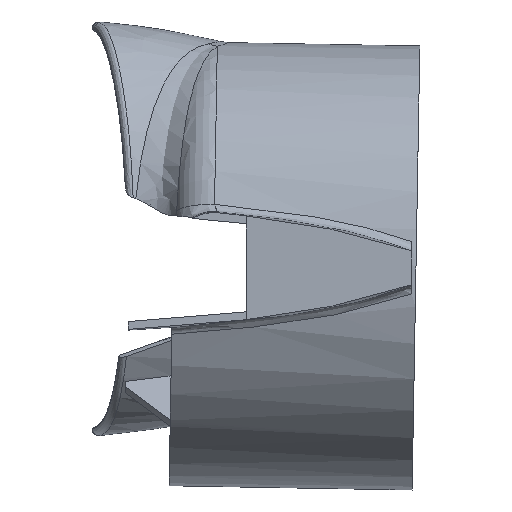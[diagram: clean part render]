
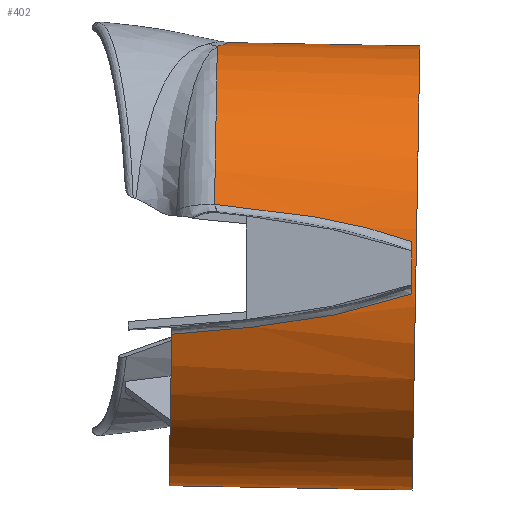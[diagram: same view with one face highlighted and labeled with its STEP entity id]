
A CAD part, front view. The second image highlights one B-rep face of the part: STEP entity #402.
In plain terms, the highlighted cylindrical face has radius 34 mm (diameter 68 mm), a full revolution.
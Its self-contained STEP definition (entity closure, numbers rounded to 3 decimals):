
#120=CYLINDRICAL_SURFACE('',#3026,34.);
#171=ELLIPSE('',#3021,34.005,34.);
#172=ELLIPSE('',#3024,34.005,34.);
#402=ADVANCED_FACE('',(#826,#827),#120,.T.);
#669=B_SPLINE_CURVE_WITH_KNOTS('',3,(#5426,#5427,#5428,#5429,#5430,#5431),
 .UNSPECIFIED.,.F.,.F.,(4,2,4),(0.,0.5,1.),.UNSPECIFIED.);
#670=B_SPLINE_CURVE_WITH_KNOTS('',3,(#5435,#5436,#5437,#5438,#5439,#5440),
 .UNSPECIFIED.,.F.,.F.,(4,2,4),(0.,0.5,1.),.UNSPECIFIED.);
#671=B_SPLINE_CURVE_WITH_KNOTS('',3,(#5443,#5444,#5445,#5446),
 .UNSPECIFIED.,.F.,.F.,(4,4),(0.,1.),.UNSPECIFIED.);
#672=B_SPLINE_CURVE_WITH_KNOTS('',3,(#5448,#5449,#5450,#5451),
 .UNSPECIFIED.,.F.,.F.,(4,4),(0.,1.),.UNSPECIFIED.);
#673=B_SPLINE_CURVE_WITH_KNOTS('',3,(#5455,#5456,#5457,#5458,#5459,#5460),
 .UNSPECIFIED.,.F.,.F.,(4,2,4),(0.,0.5,1.),.UNSPECIFIED.);
#674=B_SPLINE_CURVE_WITH_KNOTS('',3,(#5464,#5465,#5466,#5467,#5468,#5469),
 .UNSPECIFIED.,.F.,.F.,(4,2,4),(0.,0.5,1.),.UNSPECIFIED.);
#826=FACE_BOUND('',#865,.T.);
#827=FACE_BOUND('',#866,.T.);
#865=EDGE_LOOP('',(#1405,#1406,#1407,#1408,#1409,#1410,#1411,#1412,#1413,
#1414,#1415,#1416,#1417,#1418,#1419));
#866=EDGE_LOOP('',(#1420));
#1405=ORIENTED_EDGE('',*,*,#2394,.T.);
#1406=ORIENTED_EDGE('',*,*,#2559,.T.);
#1407=ORIENTED_EDGE('',*,*,#2447,.T.);
#1408=ORIENTED_EDGE('',*,*,#2560,.T.);
#1409=ORIENTED_EDGE('',*,*,#2411,.T.);
#1410=ORIENTED_EDGE('',*,*,#2561,.T.);
#1411=ORIENTED_EDGE('',*,*,#2562,.T.);
#1412=ORIENTED_EDGE('',*,*,#2563,.T.);
#1413=ORIENTED_EDGE('',*,*,#2564,.T.);
#1414=ORIENTED_EDGE('',*,*,#2565,.T.);
#1415=ORIENTED_EDGE('',*,*,#2566,.T.);
#1416=ORIENTED_EDGE('',*,*,#2567,.T.);
#1417=ORIENTED_EDGE('',*,*,#2568,.T.);
#1418=ORIENTED_EDGE('',*,*,#2569,.T.);
#1419=ORIENTED_EDGE('',*,*,#2570,.T.);
#1420=ORIENTED_EDGE('',*,*,#2571,.F.);
#2107=VERTEX_POINT('',#3724);
#2108=VERTEX_POINT('',#3726);
#2124=VERTEX_POINT('',#3799);
#2125=VERTEX_POINT('',#3800);
#2160=VERTEX_POINT('',#3917);
#2161=VERTEX_POINT('',#3919);
#2201=VERTEX_POINT('',#5176);
#2263=VERTEX_POINT('',#5432);
#2264=VERTEX_POINT('',#5434);
#2265=VERTEX_POINT('',#5441);
#2266=VERTEX_POINT('',#5447);
#2267=VERTEX_POINT('',#5452);
#2268=VERTEX_POINT('',#5454);
#2269=VERTEX_POINT('',#5461);
#2270=VERTEX_POINT('',#5463);
#2271=VERTEX_POINT('',#5471);
#2394=EDGE_CURVE('',#2108,#2107,#2830,.T.);
#2411=EDGE_CURVE('',#2124,#2125,#2837,.T.);
#2447=EDGE_CURVE('',#2161,#2160,#2856,.T.);
#2559=EDGE_CURVE('',#2107,#2161,#2897,.T.);
#2560=EDGE_CURVE('',#2160,#2124,#2898,.T.);
#2561=EDGE_CURVE('',#2125,#2263,#669,.T.);
#2562=EDGE_CURVE('',#2263,#2264,#171,.T.);
#2563=EDGE_CURVE('',#2264,#2265,#670,.T.);
#2564=EDGE_CURVE('',#2265,#2201,#2899,.T.);
#2565=EDGE_CURVE('',#2201,#2266,#671,.T.);
#2566=EDGE_CURVE('',#2266,#2267,#672,.T.);
#2567=EDGE_CURVE('',#2267,#2268,#2900,.T.);
#2568=EDGE_CURVE('',#2268,#2269,#673,.T.);
#2569=EDGE_CURVE('',#2269,#2270,#172,.T.);
#2570=EDGE_CURVE('',#2270,#2108,#674,.T.);
#2571=EDGE_CURVE('',#2271,#2271,#2901,.T.);
#2830=CIRCLE('',#2948,34.);
#2837=CIRCLE('',#2956,34.);
#2856=CIRCLE('',#2976,34.);
#2897=CIRCLE('',#3019,34.);
#2898=CIRCLE('',#3020,34.);
#2899=CIRCLE('',#3022,34.);
#2900=CIRCLE('',#3023,34.);
#2901=CIRCLE('',#3025,34.);
#2948=AXIS2_PLACEMENT_3D('',#3725,#3180,#3181);
#2956=AXIS2_PLACEMENT_3D('',#3798,#3198,#3199);
#2976=AXIS2_PLACEMENT_3D('',#3918,#3246,#3247);
#3019=AXIS2_PLACEMENT_3D('',#5424,#3343,#3344);
#3020=AXIS2_PLACEMENT_3D('',#5425,#3345,#3346);
#3021=AXIS2_PLACEMENT_3D('',#5433,#3347,#3348);
#3022=AXIS2_PLACEMENT_3D('',#5442,#3349,#3350);
#3023=AXIS2_PLACEMENT_3D('',#5453,#3351,#3352);
#3024=AXIS2_PLACEMENT_3D('',#5462,#3353,#3354);
#3025=AXIS2_PLACEMENT_3D('',#5470,#3355,#3356);
#3026=AXIS2_PLACEMENT_3D('',#5472,#3357,#3358);
#3180=DIRECTION('',(1.,0.,-0.017));
#3181=DIRECTION('',(-0.017,0.,-1.));
#3198=DIRECTION('',(1.,0.,-0.017));
#3199=DIRECTION('',(-0.017,0.,-1.));
#3246=DIRECTION('',(1.,0.,-0.017));
#3247=DIRECTION('',(-0.017,0.,-1.));
#3343=DIRECTION('',(1.,0.,-0.017));
#3344=DIRECTION('',(0.017,0.,1.));
#3345=DIRECTION('',(1.,0.,-0.017));
#3346=DIRECTION('',(0.017,0.,1.));
#3347=DIRECTION('',(1.,0.,0.));
#3348=DIRECTION('',(0.,0.,-1.));
#3349=DIRECTION('',(1.,0.,-0.017));
#3350=DIRECTION('',(0.017,0.,1.));
#3351=DIRECTION('',(1.,0.,-0.017));
#3352=DIRECTION('',(0.017,0.,1.));
#3353=DIRECTION('',(1.,0.,0.));
#3354=DIRECTION('',(0.,0.,-1.));
#3355=DIRECTION('',(1.,0.,-0.017));
#3356=DIRECTION('',(-0.017,0.,-1.));
#3357=DIRECTION('',(1.,0.,-0.017));
#3358=DIRECTION('',(-0.017,0.,-1.));
#3724=CARTESIAN_POINT('',(1001.472,-24.117,-94.325));
#3725=CARTESIAN_POINT('',(1001.89,0.,-70.363));
#3726=CARTESIAN_POINT('',(1001.701,-32.24,-81.158));
#3798=CARTESIAN_POINT('',(1001.89,0.,-70.363));
#3799=CARTESIAN_POINT('',(1001.472,24.117,-94.325));
#3800=CARTESIAN_POINT('',(1001.701,32.24,-81.158));
#3917=CARTESIAN_POINT('',(1001.455,23.11,-95.298));
#3918=CARTESIAN_POINT('',(1001.89,0.,-70.363));
#3919=CARTESIAN_POINT('',(1001.455,-23.11,-95.298));
#5176=CARTESIAN_POINT('',(1008.672,6.205,-37.047));
#5424=CARTESIAN_POINT('',(1001.89,0.,-70.363));
#5425=CARTESIAN_POINT('',(1001.89,0.,-70.363));
#5426=CARTESIAN_POINT('',(1001.701,32.24,-81.158));
#5427=CARTESIAN_POINT('',(1007.924,32.417,-80.737));
#5428=CARTESIAN_POINT('',(1014.133,32.634,-80.175));
#5429=CARTESIAN_POINT('',(1026.473,33.161,-78.372));
#5430=CARTESIAN_POINT('',(1032.56,33.504,-77.098));
#5431=CARTESIAN_POINT('',(1038.446,33.765,-74.992));
#5432=CARTESIAN_POINT('',(1038.446,33.765,-74.992));
#5433=CARTESIAN_POINT('',(1038.446,0.,-71.001));
#5434=CARTESIAN_POINT('',(1038.446,33.76,-66.966));
#5435=CARTESIAN_POINT('',(1038.446,33.76,-66.966));
#5436=CARTESIAN_POINT('',(1033.596,33.562,-65.225));
#5437=CARTESIAN_POINT('',(1028.611,33.325,-64.041));
#5438=CARTESIAN_POINT('',(1018.484,32.97,-62.309));
#5439=CARTESIAN_POINT('',(1013.37,32.834,-61.724));
#5440=CARTESIAN_POINT('',(1008.25,32.73,-61.266));
#5441=CARTESIAN_POINT('',(1008.25,32.73,-61.266));
#5442=CARTESIAN_POINT('',(1008.089,0.,-70.471));
#5443=CARTESIAN_POINT('',(1008.672,6.205,-37.047));
#5444=CARTESIAN_POINT('',(1009.871,4.361,-36.726));
#5445=CARTESIAN_POINT('',(1010.655,2.228,-36.511));
#5446=CARTESIAN_POINT('',(1010.656,0.,-36.511));
#5447=CARTESIAN_POINT('',(1010.656,0.,-36.511));
#5448=CARTESIAN_POINT('',(1010.656,0.,-36.511));
#5449=CARTESIAN_POINT('',(1010.655,-2.228,-36.511));
#5450=CARTESIAN_POINT('',(1009.871,-4.361,-36.726));
#5451=CARTESIAN_POINT('',(1008.672,-6.205,-37.047));
#5452=CARTESIAN_POINT('',(1008.672,-6.205,-37.047));
#5453=CARTESIAN_POINT('',(1008.089,0.,-70.471));
#5454=CARTESIAN_POINT('',(1008.25,-32.73,-61.266));
#5455=CARTESIAN_POINT('',(1008.25,-32.73,-61.266));
#5456=CARTESIAN_POINT('',(1013.37,-32.834,-61.724));
#5457=CARTESIAN_POINT('',(1018.484,-32.97,-62.309));
#5458=CARTESIAN_POINT('',(1028.611,-33.325,-64.041));
#5459=CARTESIAN_POINT('',(1033.596,-33.562,-65.225));
#5460=CARTESIAN_POINT('',(1038.446,-33.76,-66.966));
#5461=CARTESIAN_POINT('',(1038.446,-33.76,-66.966));
#5462=CARTESIAN_POINT('',(1038.446,0.,-71.001));
#5463=CARTESIAN_POINT('',(1038.446,-33.765,-74.992));
#5464=CARTESIAN_POINT('',(1038.446,-33.765,-74.992));
#5465=CARTESIAN_POINT('',(1032.56,-33.504,-77.098));
#5466=CARTESIAN_POINT('',(1026.473,-33.161,-78.372));
#5467=CARTESIAN_POINT('',(1014.133,-32.634,-80.175));
#5468=CARTESIAN_POINT('',(1007.924,-32.417,-80.737));
#5469=CARTESIAN_POINT('',(1001.701,-32.24,-81.158));
#5470=CARTESIAN_POINT('',(1039.095,0.,-71.012));
#5471=CARTESIAN_POINT('',(1038.502,0.,-105.007));
#5472=CARTESIAN_POINT('',(1012.599,0.,-70.55));
